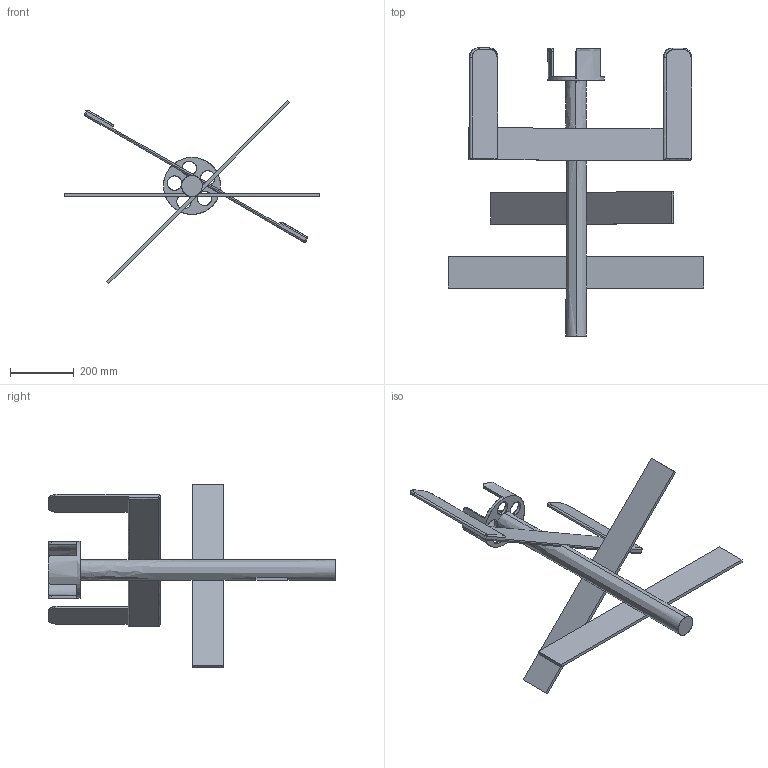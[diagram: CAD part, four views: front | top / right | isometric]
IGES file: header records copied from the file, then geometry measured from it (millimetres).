
Start section: SolidWorks IGES file using analytic representation for surfaces
Global section: file name: FOURREAU fixe fond.IGS; native system: SolidWorks 2021; preprocessor: SolidWorks 2021; author: ckecke; date: 220603.113144; units: millimetre
Bounding box: 800 x 900 x 572.76 mm (x, y, z)
Surface area: 872748.6 mm2 (no closed solid volume)
Topology: 0 solids, 0 shells, 99 faces, 1532 edges, 1522 vertices
Faces by surface type: bspline 51, revolution 48
